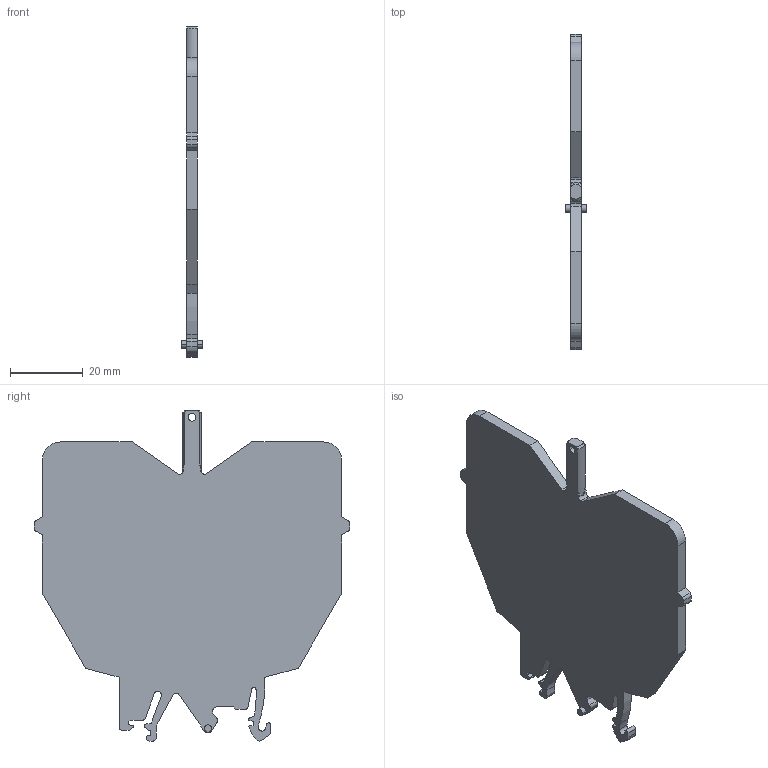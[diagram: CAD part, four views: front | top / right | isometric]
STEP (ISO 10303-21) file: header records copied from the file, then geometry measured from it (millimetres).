
FILE_DESCRIPTION(('CATIA V5 STEP Exchange','CAx-IF Rec.Pracs.--- Model Styling and Organization---1.4--- 2014-01-23'),'2;1');
FILE_NAME ('002149-2_2', '2021-07-08T06:04:44+00:00', ('none'), ('Weidmueller'), 'CATIA Version 5-6 Release 2016 SP3 HF44', 'CATIA V5 STEP AP214', 'none');
FILE_SCHEMA(('AUTOMOTIVE_DESIGN { 1 0 10303 214 1 1 1 1 }'));
Length unit declared in the file: millimetre
Products named in the file (1): 0485760000
Bounding box: 5.8 x 86.4 x 90.5 mm (x, y, z)
Volume: 15862.7 mm3; surface area: 11861.8 mm2
Topology: 1 solids, 1 shells, 119 faces, 349 edges, 234 vertices
Faces by surface type: plane 61, cylinder 50, cone 4, extrusion 4
Entity records: 4205 total; most frequent: CARTESIAN_POINT 950, ORIENTED_EDGE 698, DIRECTION 545, EDGE_CURVE 349, VECTOR 235, VERTEX_POINT 234, LINE 231, AXIS2_PLACEMENT_3D 202
